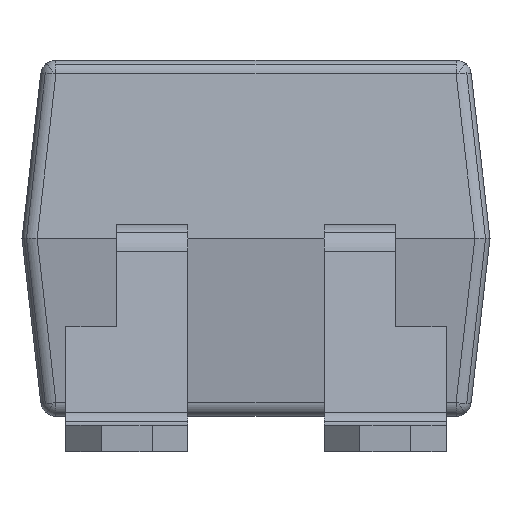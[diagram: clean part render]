
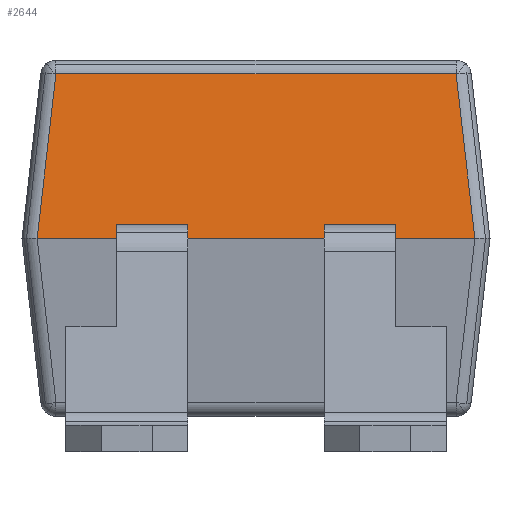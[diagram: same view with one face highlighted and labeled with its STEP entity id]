
A CAD part, front view. The second image highlights one B-rep face of the part: STEP entity #2644.
In plain terms, the highlighted planar face has unit normal (0, -0.994, 0.114).
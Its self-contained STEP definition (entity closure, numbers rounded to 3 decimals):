
#173 = CARTESIAN_POINT ( 'NONE',  ( 2.356, 1.84, 9.081 ) ) ;
#281 = LINE ( 'NONE', #173, #6247 ) ;
#292 = ORIENTED_EDGE ( 'NONE', *, *, #2995, .T. ) ;
#558 = CARTESIAN_POINT ( 'NONE',  ( 2.405, 1.89, 9.515 ) ) ;
#796 = CARTESIAN_POINT ( 'NONE',  ( 6.393, 1.834, 9.028 ) ) ;
#874 = EDGE_CURVE ( 'NONE', #5374, #6239, #3104, .T. ) ;
#1037 = AXIS2_PLACEMENT_3D ( 'NONE', #6216, #5703, #2863 ) ;
#1131 = ORIENTED_EDGE ( 'NONE', *, *, #3617, .F. ) ;
#1204 = CARTESIAN_POINT ( 'NONE',  ( 6.338, 1.89, 9.515 ) ) ;
#1519 = FACE_OUTER_BOUND ( 'NONE', #4677, .T. ) ;
#1614 = CARTESIAN_POINT ( 'NONE',  ( 3.221, 1.705, 7.898 ) ) ;
#1635 = CARTESIAN_POINT ( 'NONE',  ( 2.221, 1.705, 7.898 ) ) ;
#1952 = LINE ( 'NONE', #3072, #3111 ) ;
#2086 = DIRECTION ( 'NONE',  ( 1., 0., 0. ) ) ;
#2346 = VECTOR ( 'NONE', #2086, 1000. ) ;
#2499 = LINE ( 'NONE', #1614, #2346 ) ;
#2593 = DIRECTION ( 'NONE',  ( 1., 0., 0. ) ) ;
#2644 = ADVANCED_FACE ( 'NONE', ( #1519 ), #4775, .T. ) ;
#2863 = DIRECTION ( 'NONE',  ( -1., 0., 0. ) ) ;
#2995 = EDGE_CURVE ( 'NONE', #4662, #6239, #2499, .T. ) ;
#3072 = CARTESIAN_POINT ( 'NONE',  ( 3.796, 1.89, 9.515 ) ) ;
#3104 = LINE ( 'NONE', #796, #4240 ) ;
#3111 = VECTOR ( 'NONE', #2593, 1000. ) ;
#3617 = EDGE_CURVE ( 'NONE', #5236, #5374, #1952, .T. ) ;
#4240 = VECTOR ( 'NONE', #4871, 1000. ) ;
#4485 = EDGE_CURVE ( 'NONE', #4662, #5236, #281, .T. ) ;
#4662 = VERTEX_POINT ( 'NONE', #1635 ) ;
#4677 = EDGE_LOOP ( 'NONE', ( #5129, #1131, #5560, #292 ) ) ;
#4775 = PLANE ( 'NONE',  #1037 ) ;
#4871 = DIRECTION ( 'NONE',  ( 0.113, -0.113, -0.987 ) ) ;
#5129 = ORIENTED_EDGE ( 'NONE', *, *, #874, .F. ) ;
#5236 = VERTEX_POINT ( 'NONE', #558 ) ;
#5374 = VERTEX_POINT ( 'NONE', #1204 ) ;
#5560 = ORIENTED_EDGE ( 'NONE', *, *, #4485, .F. ) ;
#5703 = DIRECTION ( 'NONE',  ( 0., -0.994, 0.114 ) ) ;
#5846 = CARTESIAN_POINT ( 'NONE',  ( 6.522, 1.705, 7.898 ) ) ;
#5951 = DIRECTION ( 'NONE',  ( 0.113, 0.113, 0.987 ) ) ;
#6216 = CARTESIAN_POINT ( 'NONE',  ( 3.221, 1.805, 8.773 ) ) ;
#6239 = VERTEX_POINT ( 'NONE', #5846 ) ;
#6247 = VECTOR ( 'NONE', #5951, 1000. ) ;
